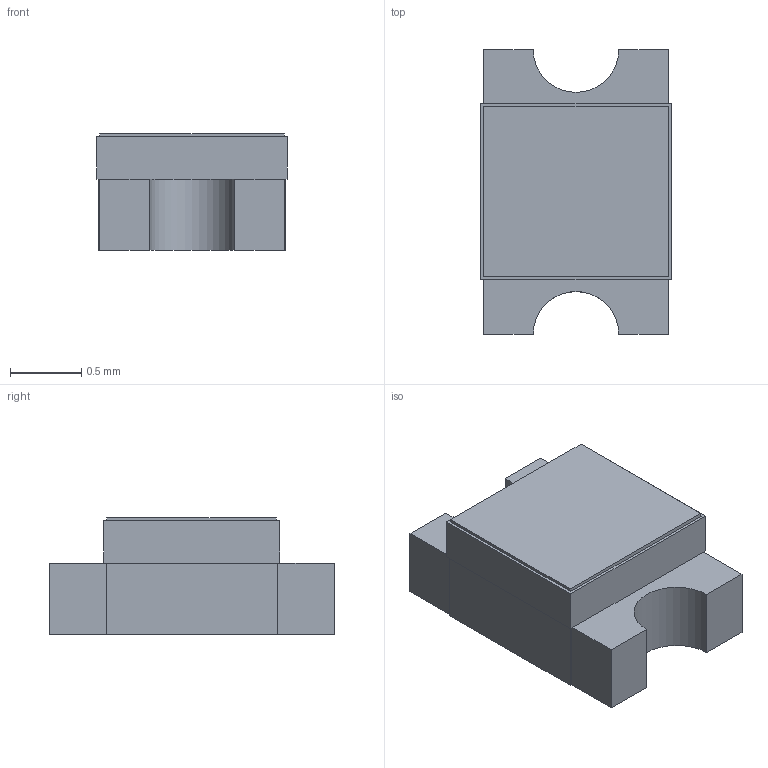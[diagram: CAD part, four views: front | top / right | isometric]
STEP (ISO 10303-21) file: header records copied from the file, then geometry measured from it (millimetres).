
FILE_DESCRIPTION(('STEP AP214'), '1');
FILE_NAME('0805_SMD_LED', '', ('UNSPECIFIED'), ('UNSPECIFIED'), 'C3D Converter', 'C3D Toolkit', '');
FILE_SCHEMA(('AUTOMOTIVE_DESIGN { 1 0 10303 214 3 1 1}'));
Length unit declared in the file: millimetre
Bounding box: 1.34 x 2 x 0.82 mm (x, y, z)
Volume: 1.4 mm3; surface area: 14.5 mm2
Topology: 1 solids, 3 shells, 58 faces, 158 edges, 100 vertices
Faces by surface type: plane 56, cylinder 2
Entity records: 2221 total; most frequent: CARTESIAN_POINT 311, ORIENTED_EDGE 304, DIRECTION 272, EDGE_CURVE 154, LINE 150, VECTOR 150, VERTEX_POINT 100, AXIS2_PLACEMENT_3D 61
